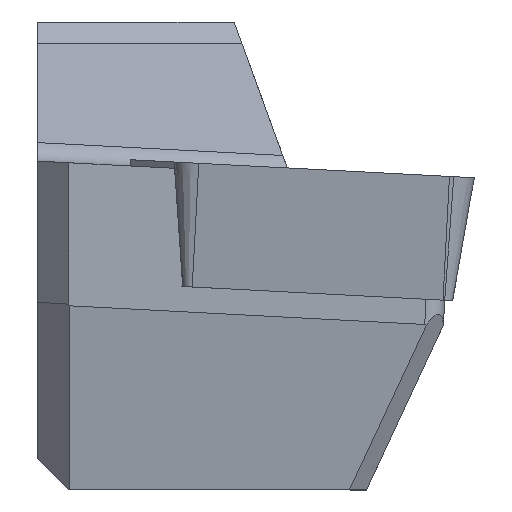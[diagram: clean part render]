
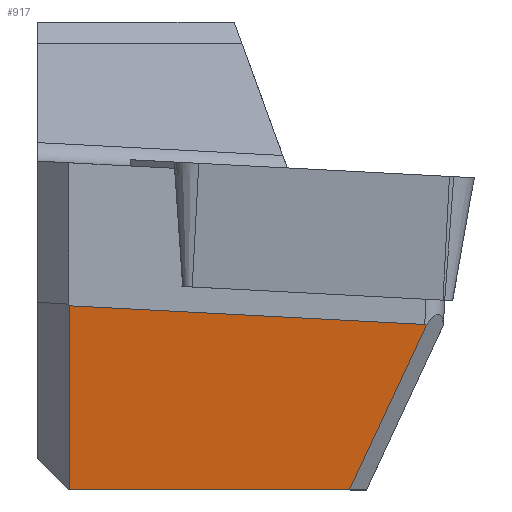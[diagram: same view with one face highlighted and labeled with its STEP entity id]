
A CAD part, left-side view. The second image highlights one B-rep face of the part: STEP entity #917.
In plain terms, the highlighted planar face has unit normal (-0.993, 0.006, -0.122).
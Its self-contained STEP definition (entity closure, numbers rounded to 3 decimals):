
#316 = VERTEX_POINT ( 'NONE', #1454 ) ;
#365 = VECTOR ( 'NONE', #3491, 1000. ) ;
#371 = ORIENTED_EDGE ( 'NONE', *, *, #1983, .T. ) ;
#478 = CARTESIAN_POINT ( 'NONE',  ( -52.503, 8.869, 84.5 ) ) ;
#559 = VECTOR ( 'NONE', #4176, 1000. ) ;
#623 = VERTEX_POINT ( 'NONE', #2849 ) ;
#799 = EDGE_CURVE ( 'NONE', #316, #3519, #2412, .T. ) ;
#830 = DIRECTION ( 'NONE',  ( -0.993, 0.006, -0.122 ) ) ;
#866 = VECTOR ( 'NONE', #1882, 1000. ) ;
#882 = DIRECTION ( 'NONE',  ( -0.122, 0., 0.993 ) ) ;
#917 = ADVANCED_FACE ( 'NONE', ( #1337 ), #4301, .T. ) ;
#934 = CARTESIAN_POINT ( 'NONE',  ( -53.234, 7.872, 90.404 ) ) ;
#1077 = DIRECTION ( 'NONE',  ( 0.122, 0., -0.993 ) ) ;
#1286 = EDGE_CURVE ( 'NONE', #3099, #623, #4238, .T. ) ;
#1337 = FACE_OUTER_BOUND ( 'NONE', #2712, .T. ) ;
#1341 = VERTEX_POINT ( 'NONE', #3508 ) ;
#1451 = ORIENTED_EDGE ( 'NONE', *, *, #1873, .T. ) ;
#1454 = CARTESIAN_POINT ( 'NONE',  ( -53.231, -3.582, 89.784 ) ) ;
#1779 = CARTESIAN_POINT ( 'NONE',  ( -53.234, 9.118, 90.469 ) ) ;
#1873 = EDGE_CURVE ( 'NONE', #623, #1341, #4359, .T. ) ;
#1882 = DIRECTION ( 'NONE',  ( -0.113, -0.42, 0.9 ) ) ;
#1908 = ORIENTED_EDGE ( 'NONE', *, *, #799, .T. ) ;
#1983 = EDGE_CURVE ( 'NONE', #1341, #316, #3185, .T. ) ;
#2254 = CARTESIAN_POINT ( 'NONE',  ( -53.231, -3.582, 89.784 ) ) ;
#2265 = ORIENTED_EDGE ( 'NONE', *, *, #1286, .T. ) ;
#2412 =( BOUNDED_CURVE ( )  B_SPLINE_CURVE ( 3, ( #2254, #3969, #3292, #2584 ),
 .UNSPECIFIED., .F., .F. ) 
 B_SPLINE_CURVE_WITH_KNOTS ( ( 4, 4 ),
 ( 3.052, 3.142 ),
 .UNSPECIFIED. ) 
 CURVE ( )  GEOMETRIC_REPRESENTATION_ITEM ( )  RATIONAL_B_SPLINE_CURVE ( ( 1., 0.999, 0.999, 1. ) ) 
 REPRESENTATION_ITEM ( '' )  );
#2475 = LINE ( 'NONE', #1779, #559 ) ;
#2584 = CARTESIAN_POINT ( 'NONE',  ( -53.234, -3.53, 89.807 ) ) ;
#2600 = CARTESIAN_POINT ( 'NONE',  ( -53.732, 8.877, 94.523 ) ) ;
#2712 = EDGE_LOOP ( 'NONE', ( #3817, #2265, #1451, #371, #1908 ) ) ;
#2846 = CARTESIAN_POINT ( 'NONE',  ( -53.234, -3.53, 89.807 ) ) ;
#2849 = CARTESIAN_POINT ( 'NONE',  ( -52.51, 7.872, 84.5 ) ) ;
#3099 = VERTEX_POINT ( 'NONE', #934 ) ;
#3158 = CARTESIAN_POINT ( 'NONE',  ( -52.632, 7.872, 85.499 ) ) ;
#3185 = LINE ( 'NONE', #3943, #866 ) ;
#3229 = AXIS2_PLACEMENT_3D ( 'NONE', #2600, #830, #882 ) ;
#3292 = CARTESIAN_POINT ( 'NONE',  ( -53.234, -3.547, 89.806 ) ) ;
#3491 = DIRECTION ( 'NONE',  ( -0.006, -1., 0. ) ) ;
#3508 = CARTESIAN_POINT ( 'NONE',  ( -52.568, -1.118, 84.5 ) ) ;
#3519 = VERTEX_POINT ( 'NONE', #2846 ) ;
#3817 = ORIENTED_EDGE ( 'NONE', *, *, #4266, .T. ) ;
#3943 = CARTESIAN_POINT ( 'NONE',  ( -53.169, -3.35, 89.287 ) ) ;
#3969 = CARTESIAN_POINT ( 'NONE',  ( -53.233, -3.565, 89.798 ) ) ;
#4176 = DIRECTION ( 'NONE',  ( 0., 0.999, 0.052 ) ) ;
#4238 = LINE ( 'NONE', #3158, #4408 ) ;
#4266 = EDGE_CURVE ( 'NONE', #3519, #3099, #2475, .T. ) ;
#4301 = PLANE ( 'NONE',  #3229 ) ;
#4359 = LINE ( 'NONE', #478, #365 ) ;
#4408 = VECTOR ( 'NONE', #1077, 1000. ) ;
